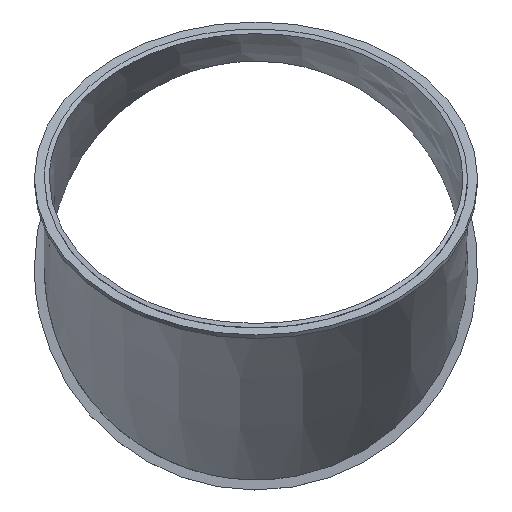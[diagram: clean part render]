
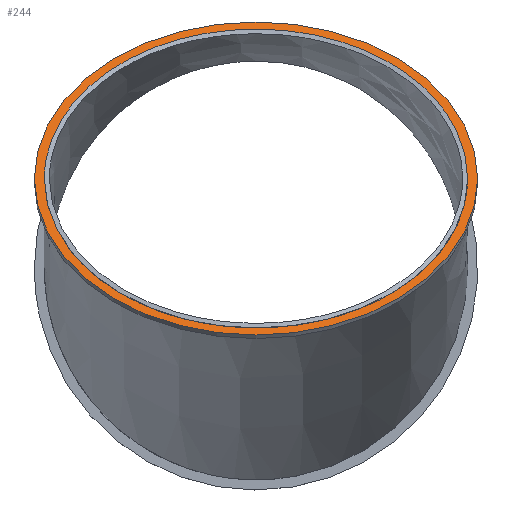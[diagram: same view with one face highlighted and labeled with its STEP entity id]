
A CAD part, top view. The second image highlights one B-rep face of the part: STEP entity #244.
In plain terms, the highlighted planar face has unit normal (0, 0.707, 0.707).
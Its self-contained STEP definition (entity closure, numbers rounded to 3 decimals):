
#73=CARTESIAN_POINT('',(-126.5,53.412,128.948));
#74=VERTEX_POINT('',#73);
#84=CARTESIAN_POINT('',(126.5,53.412,128.948));
#85=VERTEX_POINT('',#84);
#128=CARTESIAN_POINT('',(-132.5,53.412,128.948));
#129=VERTEX_POINT('',#128);
#130=CARTESIAN_POINT('',(0.0,53.412,128.948));
#131=DIRECTION('',(0.0,0.707,0.707));
#132=DIRECTION('',(1.0,0.0,0.0));
#133=AXIS2_PLACEMENT_3D('',#130,#131,#132);
#134=CIRCLE('',#133,132.5);
#135=EDGE_CURVE('',#129,#129,#134,.T.);
#184=CARTESIAN_POINT('',(0.0,53.412,128.948));
#185=DIRECTION('',(0.0,0.707,0.707));
#186=DIRECTION('',(1.0,0.0,0.0));
#187=AXIS2_PLACEMENT_3D('',#184,#185,#186);
#188=PLANE('',#187);
#189=ORIENTED_EDGE('',*,*,#135,.T.);
#190=EDGE_LOOP('',(#189));
#191=FACE_OUTER_BOUND('',#190,.T.);
#192=CARTESIAN_POINT('',(126.499,53.412,128.948));
#193=CARTESIAN_POINT('',(126.499,53.712,128.648));
#194=CARTESIAN_POINT('',(126.496,54.012,128.348));
#195=CARTESIAN_POINT('',(126.314,66.795,115.565));
#196=CARTESIAN_POINT('',(122.481,78.306,104.054));
#197=CARTESIAN_POINT('',(110.014,99.079,83.281));
#198=CARTESIAN_POINT('',(100.689,108.797,73.563));
#199=CARTESIAN_POINT('',(78.232,124.516,57.844));
#200=CARTESIAN_POINT('',(64.565,131.362,50.998));
#201=CARTESIAN_POINT('',(32.77,140.59,41.77));
#202=CARTESIAN_POINT('',(16.473,142.86,39.5));
#203=CARTESIAN_POINT('',(-16.521,142.863,39.497));
#204=CARTESIAN_POINT('',(-32.83,140.577,41.783));
#205=CARTESIAN_POINT('',(-61.823,132.158,50.202));
#206=CARTESIAN_POINT('',(-75.997,126.019,56.341));
#207=CARTESIAN_POINT('',(-100.44,109.026,73.334));
#208=CARTESIAN_POINT('',(-109.831,99.303,83.057));
#209=CARTESIAN_POINT('',(-122.868,77.736,104.624));
#210=CARTESIAN_POINT('',(-126.326,66.083,116.277));
#211=CARTESIAN_POINT('',(-126.498,54.012,128.348));
#212=CARTESIAN_POINT('',(-126.5,53.712,128.648));
#213=CARTESIAN_POINT('',(-126.5,53.412,128.948));
#214=B_SPLINE_CURVE_WITH_KNOTS('',3,(#192,#193,#194,#195,#196,#197,#198,#199,#200,#201,#202,#203,#204,#205,#206,#207,#208,#209,#210,#211,#212,#213),.UNSPECIFIED.,.F.,.U.,(4,2,2,2,2,2,2,2,2,2,4),(-46.878,-46.723,-40.25,-33.372,-27.022,-21.154,-15.269,-9.937,-4.994,0.0,0.127),.UNSPECIFIED.);
#215=EDGE_CURVE('',#85,#74,#214,.T.);
#216=ORIENTED_EDGE('',*,*,#215,.F.);
#217=CARTESIAN_POINT('',(-126.5,53.412,128.948));
#218=CARTESIAN_POINT('',(-126.5,53.112,129.248));
#219=CARTESIAN_POINT('',(-126.498,52.812,129.548));
#220=CARTESIAN_POINT('',(-126.326,40.748,141.612));
#221=CARTESIAN_POINT('',(-122.873,29.103,153.257));
#222=CARTESIAN_POINT('',(-109.846,7.538,174.822));
#223=CARTESIAN_POINT('',(-100.458,-2.186,184.546));
#224=CARTESIAN_POINT('',(-76.072,-19.145,201.505));
#225=CARTESIAN_POINT('',(-61.929,-25.299,207.659));
#226=CARTESIAN_POINT('',(-32.864,-33.75,216.11));
#227=CARTESIAN_POINT('',(-16.541,-36.039,218.399));
#228=CARTESIAN_POINT('',(16.485,-36.035,218.395));
#229=CARTESIAN_POINT('',(32.79,-33.767,216.127));
#230=CARTESIAN_POINT('',(64.551,-24.537,206.897));
#231=CARTESIAN_POINT('',(78.219,-17.704,200.064));
#232=CARTESIAN_POINT('',(100.708,-1.955,184.315));
#233=CARTESIAN_POINT('',(110.023,7.76,174.6));
#234=CARTESIAN_POINT('',(122.459,28.487,153.873));
#235=CARTESIAN_POINT('',(126.316,39.986,142.374));
#236=CARTESIAN_POINT('',(126.497,52.813,129.547));
#237=CARTESIAN_POINT('',(126.499,53.112,129.248));
#238=CARTESIAN_POINT('',(126.499,53.412,128.948));
#239=B_SPLINE_CURVE_WITH_KNOTS('',3,(#217,#218,#219,#220,#221,#222,#223,#224,#225,#226,#227,#228,#229,#230,#231,#232,#233,#234,#235,#236,#237,#238),.UNSPECIFIED.,.F.,.U.,(4,2,2,2,2,2,2,2,2,2,4),(-0.127,0.,4.991,9.935,15.241,21.077,26.894,33.154,39.913,46.245,46.396),.UNSPECIFIED.);
#240=EDGE_CURVE('',#74,#85,#239,.T.);
#241=ORIENTED_EDGE('',*,*,#240,.F.);
#242=EDGE_LOOP('',(#216,#241));
#243=FACE_BOUND('',#242,.T.);
#244=ADVANCED_FACE('',(#191,#243),#188,.T.);
